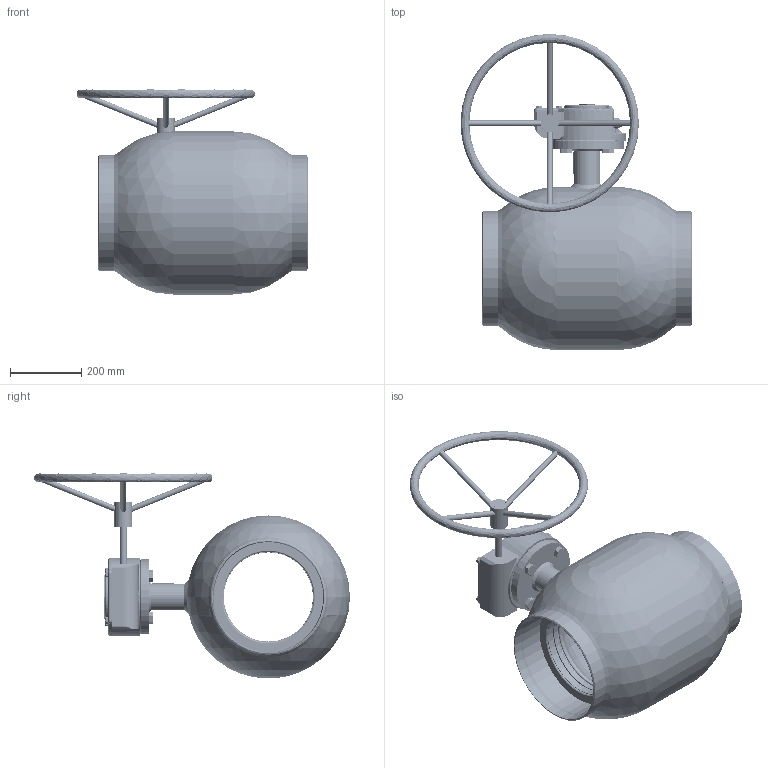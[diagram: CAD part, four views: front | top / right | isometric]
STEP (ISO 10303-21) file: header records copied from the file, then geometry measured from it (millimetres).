
FILE_DESCRIPTION (( 'STEP AP214' ), '1' );
FILE_NAME ('8501225300 480.STEP', '2021-04-12T08:58:51', ( '' ), ( '' ), 'SwSTEP 2.0', 'SolidWorks 2019', '' );
FILE_SCHEMA (( 'AUTOMOTIVE_DESIGN' ));
Length unit declared in the file: millimetre
Products named in the file (37): 8501225300A; 328211_DN300 PRESSED; 817210_welding; 600588; 348590_Monteret; 318220_DN300 PRESSED; 348580; 8501225300 480; 817240_Finished; 328270; 348582; 600475; hex screw gradeab_din_DIN EN 24017 - M20 x 40-C; 600537; 348581_Machined side 2; 318055_817080; 328210; 318110; Part2^348580; 318120; 338260; 600479_L1 = 21 - mounted; 328212_DN300 PRESSED; 600536; 100573; 600387; circlip for shafts normal_din_Circlip DIN 471 - 50 x 2; 817430; 600517; 8501225300 000; 328230; DN300 Flange Welding; Welding Valve^8501225300A; 318475
Assembly tree (53 placements, depth 7):
  8501225300 480
    8501225300 000
      8501225300A
        328210
          328211_DN300 PRESSED
            328212_DN300 PRESSED
              328230
              817210_welding
              318220_DN300 PRESSED
            318055_817080
            600387  x2
            328270
            600517
            600536
            318475
        100573  x2
        817240_Finished
        DN300 Flange Welding
        348590_Monteret
          318110
          318120
          600475
          600479_L1 = 21 - mounted  x3
          348580
            338260
            348581_Machined side 2
              348582
            Part2^348580
        348590_Monteret
          318110
          318120
          600475
          600479_L1 = 21 - mounted  x3
          348580
            338260
            348581_Machined side 2
              348582
            Part2^348580
        Welding Valve^8501225300A  x2
        600537
        817430
        circlip for shafts normal_din_Circlip DIN 471 - 50 x 2
    600588
    hex screw gradeab_din_DIN EN 24017 - M20 x 40-C  x4
Bounding box: 647.44 x 885 x 574.5 mm (x, y, z)
Volume: 19321506.9 mm3; surface area: 4125131.7 mm2
Topology: 180 solids, 180 shells, 3653 faces, 8010 edges, 4741 vertices
Faces by surface type: bspline 1877, plane 1036, cylinder 345, cone 299, torus 86, sphere 10
Entity records: 136132 total; most frequent: CARTESIAN_POINT 103502, ORIENTED_EDGE 6766, DIRECTION 5962, EDGE_CURVE 3383, AXIS2_PLACEMENT_3D 2388, VERTEX_POINT 2050, EDGE_LOOP 1599, ADVANCED_FACE 1483
